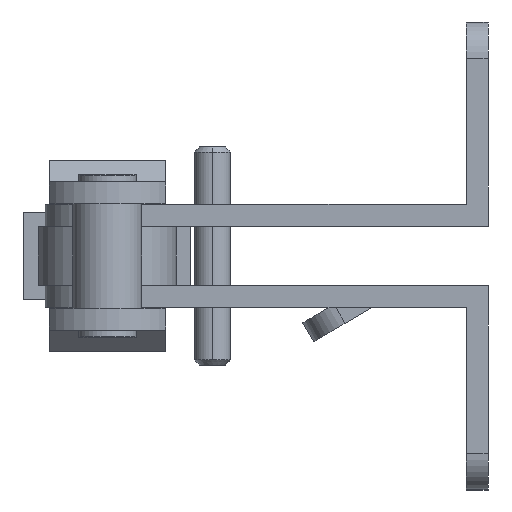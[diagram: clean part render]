
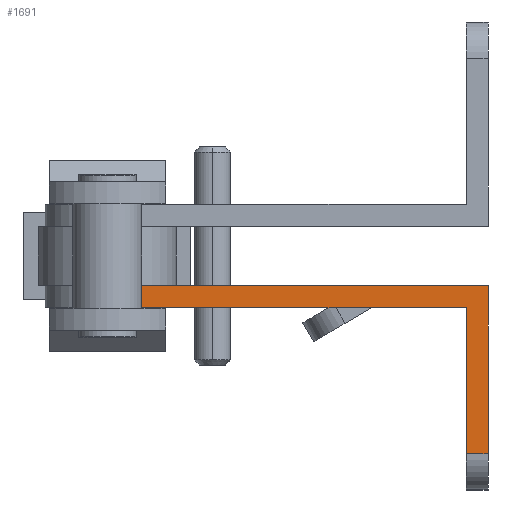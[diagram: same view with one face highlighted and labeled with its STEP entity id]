
A CAD part, left-side view. The second image highlights one B-rep face of the part: STEP entity #1691.
In plain terms, the highlighted planar face has unit normal (-1, 0, 0).
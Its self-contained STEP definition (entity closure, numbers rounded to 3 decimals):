
#176 = CARTESIAN_POINT ( 'NONE',  ( -8.158, 43.064, -4.1 ) ) ;
#251 = VERTEX_POINT ( 'NONE', #1954 ) ;
#368 = CARTESIAN_POINT ( 'NONE',  ( -8.158, 43.064, -7.1 ) ) ;
#421 = CARTESIAN_POINT ( 'NONE',  ( -8.158, -9.336, -4.1 ) ) ;
#473 = CARTESIAN_POINT ( 'NONE',  ( -8.158, -9.336, -7.1 ) ) ;
#530 = ORIENTED_EDGE ( 'NONE', *, *, #2221, .T. ) ;
#585 = CARTESIAN_POINT ( 'NONE',  ( -8.158, -6.336, -27.2 ) ) ;
#590 = ORIENTED_EDGE ( 'NONE', *, *, #5365, .F. ) ;
#615 = VECTOR ( 'NONE', #1591, 1000. ) ;
#656 = DIRECTION ( 'NONE',  ( 1., 0., 0. ) ) ;
#922 = LINE ( 'NONE', #368, #4227 ) ;
#1027 = EDGE_CURVE ( 'NONE', #3274, #1466, #922, .T. ) ;
#1266 = VERTEX_POINT ( 'NONE', #585 ) ;
#1286 = DIRECTION ( 'NONE',  ( 0., -1., 0. ) ) ;
#1287 = VERTEX_POINT ( 'NONE', #176 ) ;
#1330 = VECTOR ( 'NONE', #5277, 1000. ) ;
#1464 = EDGE_CURVE ( 'NONE', #3274, #1287, #4792, .T. ) ;
#1466 = VERTEX_POINT ( 'NONE', #4313 ) ;
#1480 = ORIENTED_EDGE ( 'NONE', *, *, #2080, .F. ) ;
#1591 = DIRECTION ( 'NONE',  ( 0., 0., 1. ) ) ;
#1594 = ORIENTED_EDGE ( 'NONE', *, *, #1464, .F. ) ;
#1691 = ADVANCED_FACE ( 'NONE', ( #4705 ), #5002, .F. ) ;
#1694 = CARTESIAN_POINT ( 'NONE',  ( -8.158, 43.064, -7.1 ) ) ;
#1911 = DIRECTION ( 'NONE',  ( 0., -1., 0. ) ) ;
#1934 = CARTESIAN_POINT ( 'NONE',  ( -8.158, 43.064, -7.1 ) ) ;
#1954 = CARTESIAN_POINT ( 'NONE',  ( -8.158, -9.336, -27.2 ) ) ;
#2080 = EDGE_CURVE ( 'NONE', #1266, #1466, #2444, .T. ) ;
#2135 = CARTESIAN_POINT ( 'NONE',  ( -8.158, 43.064, -7.1 ) ) ;
#2221 = EDGE_CURVE ( 'NONE', #251, #3586, #3041, .T. ) ;
#2444 = LINE ( 'NONE', #4373, #1330 ) ;
#2878 = DIRECTION ( 'NONE',  ( 0., -1., 0. ) ) ;
#3041 = LINE ( 'NONE', #473, #615 ) ;
#3170 = LINE ( 'NONE', #5510, #4200 ) ;
#3274 = VERTEX_POINT ( 'NONE', #2135 ) ;
#3295 = LINE ( 'NONE', #4514, #5493 ) ;
#3319 = VECTOR ( 'NONE', #4744, 1000. ) ;
#3365 = EDGE_LOOP ( 'NONE', ( #590, #1594, #5165, #1480, #3517, #530 ) ) ;
#3517 = ORIENTED_EDGE ( 'NONE', *, *, #4791, .T. ) ;
#3586 = VERTEX_POINT ( 'NONE', #421 ) ;
#3684 = DIRECTION ( 'NONE',  ( 0., 0., 1. ) ) ;
#3948 = AXIS2_PLACEMENT_3D ( 'NONE', #1934, #656, #3684 ) ;
#4200 = VECTOR ( 'NONE', #2878, 1000. ) ;
#4227 = VECTOR ( 'NONE', #1286, 1000. ) ;
#4313 = CARTESIAN_POINT ( 'NONE',  ( -8.158, -6.336, -7.1 ) ) ;
#4373 = CARTESIAN_POINT ( 'NONE',  ( -8.158, -6.336, -27.2 ) ) ;
#4514 = CARTESIAN_POINT ( 'NONE',  ( -8.158, 43.064, -4.1 ) ) ;
#4705 = FACE_OUTER_BOUND ( 'NONE', #3365, .T. ) ;
#4744 = DIRECTION ( 'NONE',  ( 0., 0., 1. ) ) ;
#4791 = EDGE_CURVE ( 'NONE', #1266, #251, #3170, .T. ) ;
#4792 = LINE ( 'NONE', #1694, #3319 ) ;
#5002 = PLANE ( 'NONE',  #3948 ) ;
#5165 = ORIENTED_EDGE ( 'NONE', *, *, #1027, .T. ) ;
#5277 = DIRECTION ( 'NONE',  ( 0., 0., 1. ) ) ;
#5365 = EDGE_CURVE ( 'NONE', #1287, #3586, #3295, .T. ) ;
#5493 = VECTOR ( 'NONE', #1911, 1000. ) ;
#5510 = CARTESIAN_POINT ( 'NONE',  ( -8.158, -6.336, -27.2 ) ) ;
